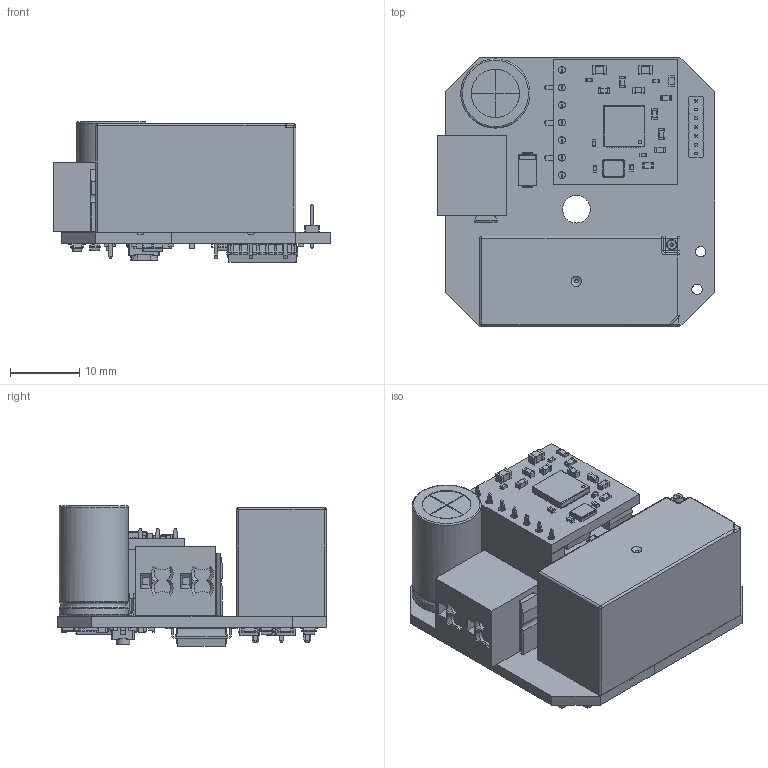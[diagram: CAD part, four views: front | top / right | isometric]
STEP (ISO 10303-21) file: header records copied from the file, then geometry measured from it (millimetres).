
FILE_DESCRIPTION(('FreeCAD Model'),'2;1');
FILE_NAME('Open CASCADE Shape Model','2021-05-27T17:05:02',(''),(''), 'Open CASCADE STEP processor 7.5','FreeCAD','Unknown');
FILE_SCHEMA(('AP242_MANAGED_MODEL_BASED_3D_ENGINEERING_MIM_LF. {1 0 10303 442 1 1 4 }'));
Products named in the file (1): KUPS_ACT_1ACM_cp
Bounding box: 40.12 x 39 x 20.35 mm (x, y, z)
Volume: 6308.9 mm3; surface area: 12312.1 mm2
Topology: 77 solids, 78 shells, 5126 faces, 13353 edges, 8522 vertices
Faces by surface type: plane 3490, cylinder 1096, bspline 467, torus 36, sphere 18, cone 16, revolution 3
Full cylindrical faces by diameter (mm): 0.2 x1, 0.5 x2, 0.6 x3, 0.65 x7, 0.8 x5, 1 x13, 1.1 x2, 1.3 x2, 1.5 x2, 4 x1, 6.3 x2, 7 x1, 10 x2
Entity records: 202396 total; most frequent: CARTESIAN_POINT 41287, ORIENTED_EDGE 26616, DIRECTION 24261, EDGE_CURVE 13308, LINE 10404, VECTOR 10404, VERTEX_POINT 8520, AXIS2_PLACEMENT_3D 6927
